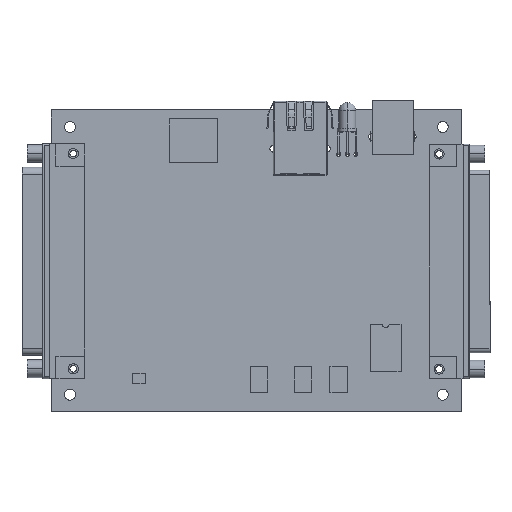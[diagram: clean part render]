
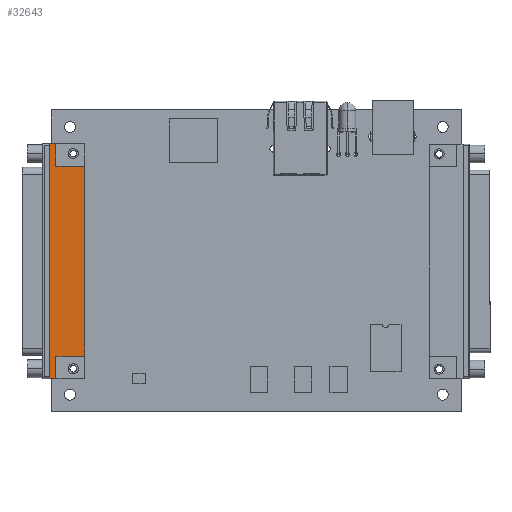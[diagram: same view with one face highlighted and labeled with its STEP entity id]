
A CAD part, top view. The second image highlights one B-rep face of the part: STEP entity #32643.
In plain terms, the highlighted planar face has unit normal (0, 0, 1).
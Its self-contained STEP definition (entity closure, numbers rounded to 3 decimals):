
#471 = EDGE_CURVE ( 'NONE', #37610, #37911, #10273, .T. ) ;
#4594 = EDGE_CURVE ( 'NONE', #17632, #32687, #34806, .T. ) ;
#4636 = DIRECTION ( 'NONE',  ( 0., -1., 0. ) ) ;
#5346 = AXIS2_PLACEMENT_3D ( 'NONE', #19573, #49414, #6030 ) ;
#6030 = DIRECTION ( 'NONE',  ( 0., 1., 0. ) ) ;
#7798 = VECTOR ( 'NONE', #35949, 1000. ) ;
#8193 = CARTESIAN_POINT ( 'NONE',  ( -321.569, -8.629, -20.354 ) ) ;
#9268 = DIRECTION ( 'NONE',  ( -1., 0., 0. ) ) ;
#9806 = LINE ( 'NONE', #47832, #43638 ) ;
#9978 = DIRECTION ( 'NONE',  ( -1., 0., 0. ) ) ;
#10266 = FACE_OUTER_BOUND ( 'NONE', #29998, .T. ) ;
#10273 = LINE ( 'NONE', #19301, #7798 ) ;
#11095 = EDGE_CURVE ( 'NONE', #15765, #23454, #18161, .T. ) ;
#11520 = CARTESIAN_POINT ( 'NONE',  ( -321.569, -77.929, -20.354 ) ) ;
#11631 = LINE ( 'NONE', #33301, #11717 ) ;
#11717 = VECTOR ( 'NONE', #29907, 1000. ) ;
#13119 = ORIENTED_EDGE ( 'NONE', *, *, #44600, .T. ) ;
#15126 = LINE ( 'NONE', #24148, #16330 ) ;
#15765 = VERTEX_POINT ( 'NONE', #43494 ) ;
#16330 = VECTOR ( 'NONE', #41330, 1000. ) ;
#17050 = CARTESIAN_POINT ( 'NONE',  ( -311.069, -71.277, -20.354 ) ) ;
#17632 = VERTEX_POINT ( 'NONE', #45148 ) ;
#17644 = CARTESIAN_POINT ( 'NONE',  ( -311.569, -77.929, -20.354 ) ) ;
#17837 = ORIENTED_EDGE ( 'NONE', *, *, #4594, .F. ) ;
#18161 = LINE ( 'NONE', #47438, #42015 ) ;
#18679 = VECTOR ( 'NONE', #4636, 1000. ) ;
#18749 = ORIENTED_EDGE ( 'NONE', *, *, #25923, .T. ) ;
#19014 = ORIENTED_EDGE ( 'NONE', *, *, #11095, .T. ) ;
#19301 = CARTESIAN_POINT ( 'NONE',  ( -319.568, -51.887, -20.354 ) ) ;
#19573 = CARTESIAN_POINT ( 'NONE',  ( -316.569, -51.887, -20.354 ) ) ;
#22652 = LINE ( 'NONE', #53081, #50572 ) ;
#23454 = VERTEX_POINT ( 'NONE', #17050 ) ;
#24148 = CARTESIAN_POINT ( 'NONE',  ( -316.569, -8.629, -20.354 ) ) ;
#25220 = VERTEX_POINT ( 'NONE', #8193 ) ;
#25923 = EDGE_CURVE ( 'NONE', #40735, #37610, #9806, .T. ) ;
#28475 = CARTESIAN_POINT ( 'NONE',  ( -319.568, -15.281, -20.354 ) ) ;
#28948 = EDGE_CURVE ( 'NONE', #37911, #25220, #15126, .T. ) ;
#29193 = VECTOR ( 'NONE', #9978, 1000. ) ;
#29907 = DIRECTION ( 'NONE',  ( 0., -1., 0. ) ) ;
#29955 = DIRECTION ( 'NONE',  ( 1., 0., 0. ) ) ;
#29998 = EDGE_LOOP ( 'NONE', ( #13119, #17837, #30156, #19014, #42258, #18749, #32800, #36425 ) ) ;
#30156 = ORIENTED_EDGE ( 'NONE', *, *, #47933, .T. ) ;
#32211 = PLANE ( 'NONE',  #5346 ) ;
#32643 = ADVANCED_FACE ( 'NONE', ( #10266 ), #32211, .T. ) ;
#32687 = VERTEX_POINT ( 'NONE', #11520 ) ;
#32800 = ORIENTED_EDGE ( 'NONE', *, *, #471, .T. ) ;
#33301 = CARTESIAN_POINT ( 'NONE',  ( -321.569, -51.887, -20.354 ) ) ;
#34233 = CARTESIAN_POINT ( 'NONE',  ( -311.069, -15.281, -20.354 ) ) ;
#34503 = LINE ( 'NONE', #34233, #18679 ) ;
#34806 = LINE ( 'NONE', #17644, #29193 ) ;
#35949 = DIRECTION ( 'NONE',  ( 0., 1., 0. ) ) ;
#36425 = ORIENTED_EDGE ( 'NONE', *, *, #28948, .T. ) ;
#37610 = VERTEX_POINT ( 'NONE', #28475 ) ;
#37911 = VERTEX_POINT ( 'NONE', #51741 ) ;
#40735 = VERTEX_POINT ( 'NONE', #54932 ) ;
#41330 = DIRECTION ( 'NONE',  ( -1., 0., 0. ) ) ;
#42015 = VECTOR ( 'NONE', #29955, 1000. ) ;
#42258 = ORIENTED_EDGE ( 'NONE', *, *, #55314, .F. ) ;
#43494 = CARTESIAN_POINT ( 'NONE',  ( -319.568, -71.277, -20.354 ) ) ;
#43638 = VECTOR ( 'NONE', #9268, 1000. ) ;
#44600 = EDGE_CURVE ( 'NONE', #25220, #32687, #11631, .T. ) ;
#45148 = CARTESIAN_POINT ( 'NONE',  ( -319.568, -77.929, -20.354 ) ) ;
#47438 = CARTESIAN_POINT ( 'NONE',  ( -311.569, -71.277, -20.354 ) ) ;
#47832 = CARTESIAN_POINT ( 'NONE',  ( -316.569, -15.281, -20.354 ) ) ;
#47933 = EDGE_CURVE ( 'NONE', #17632, #15765, #22652, .T. ) ;
#48570 = DIRECTION ( 'NONE',  ( 0., 1., 0. ) ) ;
#49414 = DIRECTION ( 'NONE',  ( 0., 0., 1. ) ) ;
#50572 = VECTOR ( 'NONE', #48570, 1000. ) ;
#51741 = CARTESIAN_POINT ( 'NONE',  ( -319.568, -8.629, -20.354 ) ) ;
#53081 = CARTESIAN_POINT ( 'NONE',  ( -319.568, -51.887, -20.354 ) ) ;
#54932 = CARTESIAN_POINT ( 'NONE',  ( -311.069, -15.281, -20.354 ) ) ;
#55314 = EDGE_CURVE ( 'NONE', #40735, #23454, #34503, .T. ) ;
